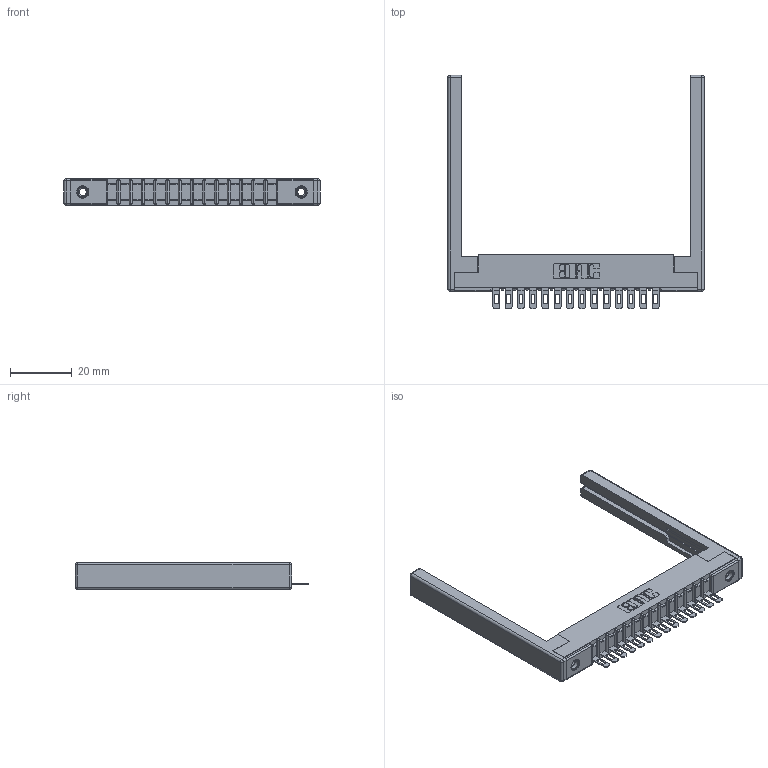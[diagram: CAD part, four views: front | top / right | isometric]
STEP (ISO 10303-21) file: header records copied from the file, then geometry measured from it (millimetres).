
FILE_DESCRIPTION (( 'STEP AP203' ), '1' );
FILE_NAME ('307-014-401-168.STEP', '2020-09-25T15:36:31', ( '' ), ( '' ), 'SwSTEP 2.0', 'SolidWorks 2020', '' );
FILE_SCHEMA (( 'CONFIG_CONTROL_DESIGN' ));
Length unit declared in the file: inch
Products named in the file (5): 307 Part_.156 Dia Mounting Holes; 345-250-001_345-250-001-102; 307-014-401-168; 307-290-002_501; 307-220-068
Assembly tree (19 placements, depth 2):
  307-014-401-168
    307 Part_.156 Dia Mounting Holes
    307-290-002_501  x14
    307-220-068  x2
    345-250-001_345-250-001-102  x2
Bounding box: 82.91 x 75.39 x 8.71 mm (x, y, z)
Volume: 10040.1 mm3; surface area: 13639.5 mm2
Topology: 19 solids, 19 shells, 1351 faces, 4045 edges, 2634 vertices
Faces by surface type: plane 774, cylinder 523, sphere 38, cone 12, torus 4
Entity records: 19007 total; most frequent: CARTESIAN_POINT 3165, ORIENTED_EDGE 3144, DIRECTION 3110, EDGE_CURVE 1572, VECTOR 1184, LINE 1184, VERTEX_POINT 1018, AXIS2_PLACEMENT_3D 963
